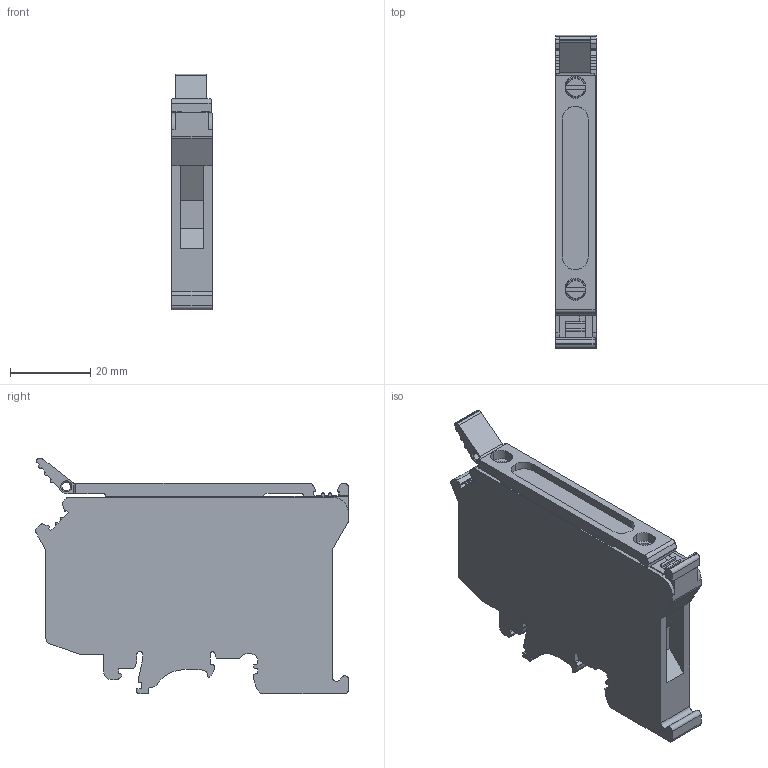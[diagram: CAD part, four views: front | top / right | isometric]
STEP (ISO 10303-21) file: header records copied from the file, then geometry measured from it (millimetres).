
FILE_DESCRIPTION(('STEP AP214'),'1');
FILE_NAME(' ',' ',('TraceParts'),('TraceParts S.A.'),'XStep 1.0',' ',' ');
FILE_SCHEMA(('automotive_design'));
Length unit declared in the file: millimetre
Products named in the file (1): NSYTRV42SF6N
Bounding box: 10.2 x 78.11 x 58.83 mm (x, y, z)
Volume: 32526.6 mm3; surface area: 11735.6 mm2
Topology: 1 solids, 1 shells, 290 faces, 838 edges, 550 vertices
Faces by surface type: plane 156, cylinder 102, torus 20, cone 12
Entity records: 9876 total; most frequent: CARTESIAN_POINT 2046, ORIENTED_EDGE 1676, DIRECTION 1638, EDGE_CURVE 838, AXIS2_PLACEMENT_3D 559, VERTEX_POINT 550, LINE 520, VECTOR 520
